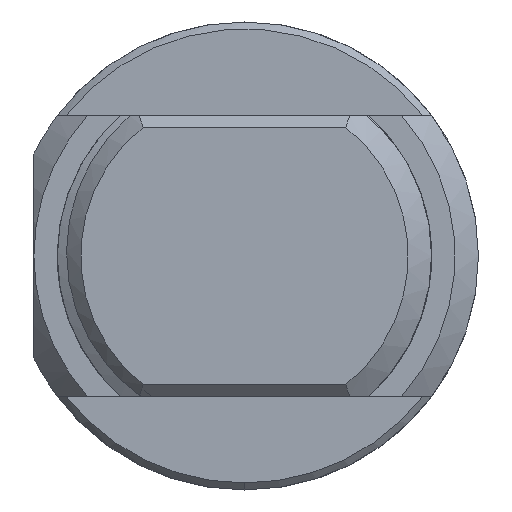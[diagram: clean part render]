
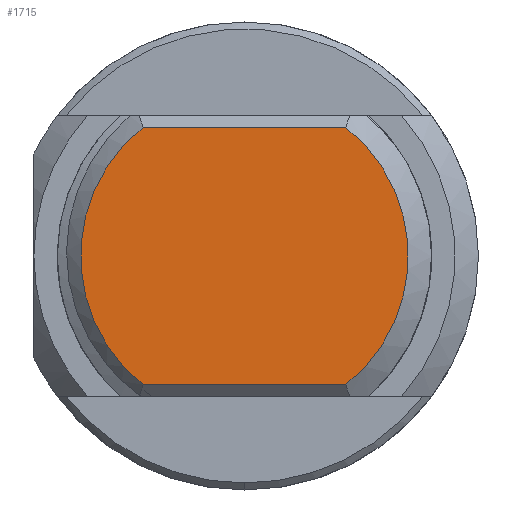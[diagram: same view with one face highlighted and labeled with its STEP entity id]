
A CAD part, left-side view. The second image highlights one B-rep face of the part: STEP entity #1715.
In plain terms, the highlighted face is planar.
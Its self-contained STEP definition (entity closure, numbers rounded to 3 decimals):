
#1715 = ADVANCED_FACE ( 'NONE', ( #34403 ), #24446, .T. ) ;
#3748 = VERTEX_POINT ( 'NONE', #32888 ) ;
#4935 = AXIS2_PLACEMENT_3D ( 'NONE', #17745, #14197, #41418 ) ;
#5194 = VERTEX_POINT ( 'NONE', #38371 ) ;
#7150 = CARTESIAN_POINT ( 'NONE',  ( 15.5, -4.33, 5.5 ) ) ;
#7715 = CARTESIAN_POINT ( 'NONE',  ( 15.5, -5.292, 5.5 ) ) ;
#9846 = ORIENTED_EDGE ( 'NONE', *, *, #10712, .T. ) ;
#10712 = EDGE_CURVE ( 'NONE', #30833, #29398, #11928, .T. ) ;
#11055 = LINE ( 'NONE', #7715, #39034 ) ;
#11928 = CIRCLE ( 'NONE', #17615, 7. ) ;
#14197 = DIRECTION ( 'NONE',  ( 1., 0., 0. ) ) ;
#16138 = ORIENTED_EDGE ( 'NONE', *, *, #17697, .T. ) ;
#17005 = DIRECTION ( 'NONE',  ( 0., 0., -1. ) ) ;
#17029 = CARTESIAN_POINT ( 'NONE',  ( 15.5, -4.33, -5.5 ) ) ;
#17173 = ORIENTED_EDGE ( 'NONE', *, *, #25221, .T. ) ;
#17615 = AXIS2_PLACEMENT_3D ( 'NONE', #29753, #36367, #36807 ) ;
#17697 = EDGE_CURVE ( 'NONE', #29398, #3748, #36075, .T. ) ;
#17745 = CARTESIAN_POINT ( 'NONE',  ( 15.5, 8., 0. ) ) ;
#20372 = DIRECTION ( 'NONE',  ( 1., 0., 0. ) ) ;
#23493 = CARTESIAN_POINT ( 'NONE',  ( 15.5, 0., 0. ) ) ;
#23973 = DIRECTION ( 'NONE',  ( 0., -1., 0. ) ) ;
#24446 = PLANE ( 'NONE',  #4935 ) ;
#25221 = EDGE_CURVE ( 'NONE', #3748, #5194, #33861, .T. ) ;
#25979 = ORIENTED_EDGE ( 'NONE', *, *, #40428, .T. ) ;
#29398 = VERTEX_POINT ( 'NONE', #17029 ) ;
#29459 = CARTESIAN_POINT ( 'NONE',  ( 15.5, 5.292, -5.5 ) ) ;
#29753 = CARTESIAN_POINT ( 'NONE',  ( 15.5, 0., 0. ) ) ;
#30133 = VECTOR ( 'NONE', #32987, 1000. ) ;
#30325 = AXIS2_PLACEMENT_3D ( 'NONE', #23493, #20372, #17005 ) ;
#30833 = VERTEX_POINT ( 'NONE', #7150 ) ;
#32888 = CARTESIAN_POINT ( 'NONE',  ( 15.5, 4.33, -5.5 ) ) ;
#32987 = DIRECTION ( 'NONE',  ( 0., 1., 0. ) ) ;
#33861 = CIRCLE ( 'NONE', #30325, 7. ) ;
#34403 = FACE_OUTER_BOUND ( 'NONE', #40534, .T. ) ;
#36075 = LINE ( 'NONE', #29459, #30133 ) ;
#36367 = DIRECTION ( 'NONE',  ( 1., 0., 0. ) ) ;
#36807 = DIRECTION ( 'NONE',  ( 0., 0., -1. ) ) ;
#38371 = CARTESIAN_POINT ( 'NONE',  ( 15.5, 4.33, 5.5 ) ) ;
#39034 = VECTOR ( 'NONE', #23973, 1000. ) ;
#40428 = EDGE_CURVE ( 'NONE', #5194, #30833, #11055, .T. ) ;
#40534 = EDGE_LOOP ( 'NONE', ( #25979, #9846, #16138, #17173 ) ) ;
#41418 = DIRECTION ( 'NONE',  ( 0., 0., -1. ) ) ;
